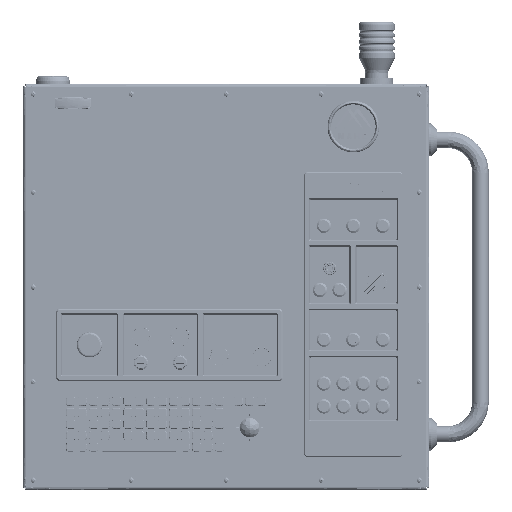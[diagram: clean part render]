
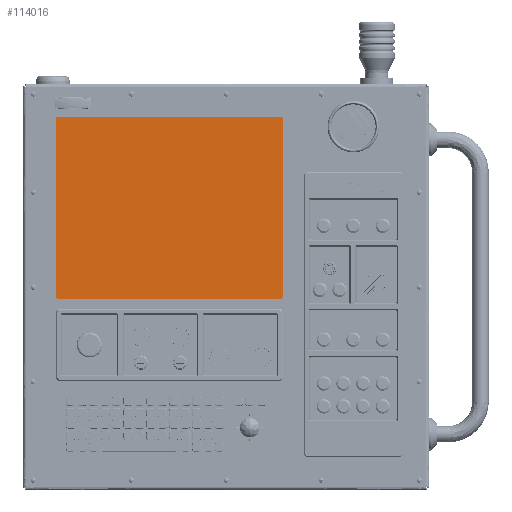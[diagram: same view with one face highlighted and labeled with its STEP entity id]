
A CAD part, top view. The second image highlights one B-rep face of the part: STEP entity #114016.
In plain terms, the highlighted free-form (B-spline) face has degree [1, 1] with [2, 2] control points.
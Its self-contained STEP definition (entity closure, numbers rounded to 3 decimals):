
#113896 = EDGE_CURVE('',#113897,#113899,#113901,.T.);
#113897 = VERTEX_POINT('',#113898);
#113898 = CARTESIAN_POINT('',(141.676,-44.406,
    0.));
#113899 = VERTEX_POINT('',#113900);
#113900 = CARTESIAN_POINT('',(141.676,385.555,
    0.));
#113901 = B_SPLINE_CURVE_WITH_KNOTS('',1,(#113902,#113903),
  .UNSPECIFIED.,.F.,.F.,(2,2),(-305.,-0.),.PIECEWISE_BEZIER_KNOTS.);
#113902 = CARTESIAN_POINT('',(141.676,-44.406,
    0.));
#113903 = CARTESIAN_POINT('',(141.676,385.555,
    0.));
#113932 = EDGE_CURVE('',#113933,#113897,#113935,.T.);
#113933 = VERTEX_POINT('',#113934);
#113934 = CARTESIAN_POINT('',(-386.965,-44.406,
    0.));
#113935 = B_SPLINE_CURVE_WITH_KNOTS('',1,(#113936,#113937),
  .UNSPECIFIED.,.F.,.F.,(2,2),(0.,375.),.PIECEWISE_BEZIER_KNOTS.);
#113936 = CARTESIAN_POINT('',(-386.965,-44.406,
    0.));
#113937 = CARTESIAN_POINT('',(141.676,-44.406,
    0.));
#113960 = EDGE_CURVE('',#113961,#113933,#113963,.T.);
#113961 = VERTEX_POINT('',#113962);
#113962 = CARTESIAN_POINT('',(-386.965,385.555,
    0.));
#113963 = B_SPLINE_CURVE_WITH_KNOTS('',1,(#113964,#113965),
  .UNSPECIFIED.,.F.,.F.,(2,2),(0.,305.),.PIECEWISE_BEZIER_KNOTS.);
#113964 = CARTESIAN_POINT('',(-386.965,385.555,
    0.));
#113965 = CARTESIAN_POINT('',(-386.965,-44.406,
    0.));
#113988 = EDGE_CURVE('',#113899,#113961,#113989,.T.);
#113989 = B_SPLINE_CURVE_WITH_KNOTS('',1,(#113990,#113991),
  .UNSPECIFIED.,.F.,.F.,(2,2),(-375.,-0.),.PIECEWISE_BEZIER_KNOTS.);
#113990 = CARTESIAN_POINT('',(141.676,385.555,
    0.));
#113991 = CARTESIAN_POINT('',(-386.965,385.555,
    0.));
#114016 = ADVANCED_FACE('',(#114017),#114023,.T.);
#114017 = FACE_BOUND('',#114018,.T.);
#114018 = EDGE_LOOP('',(#114019,#114020,#114021,#114022));
#114019 = ORIENTED_EDGE('',*,*,#113896,.T.);
#114020 = ORIENTED_EDGE('',*,*,#113988,.T.);
#114021 = ORIENTED_EDGE('',*,*,#113960,.T.);
#114022 = ORIENTED_EDGE('',*,*,#113932,.T.);
#114023 = B_SPLINE_SURFACE_WITH_KNOTS('',1,1,(
    (#114024,#114025)
    ,(#114026,#114027
    )),.UNSPECIFIED.,.F.,.F.,.F.,(2,2),(2,2),(-152.5,152.5),(-187.5,
    187.5),.PIECEWISE_BEZIER_KNOTS.);
#114024 = CARTESIAN_POINT('',(-386.965,385.555,
    0.));
#114025 = CARTESIAN_POINT('',(141.676,385.555,
    0.));
#114026 = CARTESIAN_POINT('',(-386.965,-44.406,
    0.));
#114027 = CARTESIAN_POINT('',(141.676,-44.406,
    0.));
